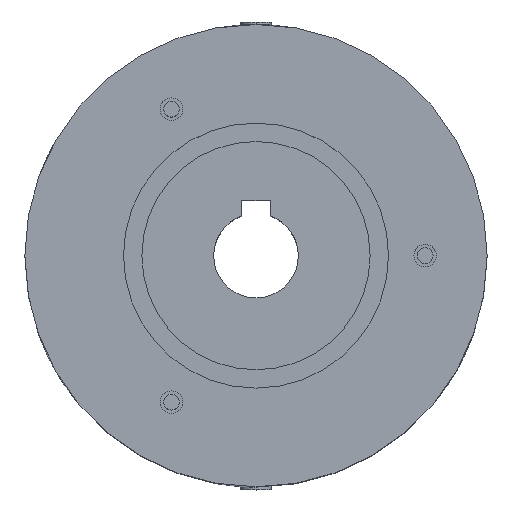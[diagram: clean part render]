
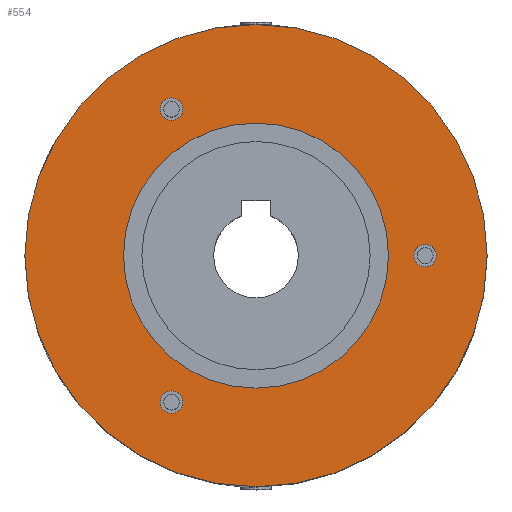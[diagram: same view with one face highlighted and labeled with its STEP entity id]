
A CAD part, top view. The second image highlights one B-rep face of the part: STEP entity #554.
In plain terms, the highlighted planar face has unit normal (0, 0, 1).
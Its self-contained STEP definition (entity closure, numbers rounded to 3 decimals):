
#119 = EDGE_CURVE ( 'NONE', #772, #771, #1448, .T. ) ;
#538 = ORIENTED_EDGE ( 'NONE', *, *, #539, .F. ) ;
#539 = EDGE_CURVE ( 'NONE', #945, #948, #2579, .T. ) ;
#547 = ORIENTED_EDGE ( 'NONE', *, *, #1004, .F. ) ;
#548 = EDGE_LOOP ( 'NONE', ( #549, #667 ) ) ;
#549 = ORIENTED_EDGE ( 'NONE', *, *, #586, .F. ) ;
#554 = ADVANCED_FACE ( 'NONE', ( #2615, #2619, #2618, #2606, #2605 ), #2604, .F. ) ;
#581 = ORIENTED_EDGE ( 'NONE', *, *, #951, .F. ) ;
#582 = EDGE_LOOP ( 'NONE', ( #583, #547 ) ) ;
#583 = ORIENTED_EDGE ( 'NONE', *, *, #584, .F. ) ;
#584 = EDGE_CURVE ( 'NONE', #1002, #876, #2533, .T. ) ;
#586 = EDGE_CURVE ( 'NONE', #1032, #979, #2478, .T. ) ;
#657 = ORIENTED_EDGE ( 'NONE', *, *, #119, .F. ) ;
#658 = ORIENTED_EDGE ( 'NONE', *, *, #798, .F. ) ;
#659 = EDGE_LOOP ( 'NONE', ( #666, #668 ) ) ;
#663 = EDGE_CURVE ( 'NONE', #978, #1000, #2778, .T. ) ;
#666 = ORIENTED_EDGE ( 'NONE', *, *, #999, .T. ) ;
#667 = ORIENTED_EDGE ( 'NONE', *, *, #974, .F. ) ;
#668 = ORIENTED_EDGE ( 'NONE', *, *, #663, .T. ) ;
#670 = EDGE_LOOP ( 'NONE', ( #658, #657 ) ) ;
#691 = EDGE_LOOP ( 'NONE', ( #538, #581 ) ) ;
#771 = VERTEX_POINT ( 'NONE', #2990 ) ;
#772 = VERTEX_POINT ( 'NONE', #2989 ) ;
#798 = EDGE_CURVE ( 'NONE', #771, #772, #3044, .T. ) ;
#876 = VERTEX_POINT ( 'NONE', #3074 ) ;
#945 = VERTEX_POINT ( 'NONE', #3233 ) ;
#948 = VERTEX_POINT ( 'NONE', #3229 ) ;
#951 = EDGE_CURVE ( 'NONE', #948, #945, #3211, .T. ) ;
#974 = EDGE_CURVE ( 'NONE', #979, #1032, #3297, .T. ) ;
#978 = VERTEX_POINT ( 'NONE', #3284 ) ;
#979 = VERTEX_POINT ( 'NONE', #3311 ) ;
#999 = EDGE_CURVE ( 'NONE', #1000, #978, #3397, .T. ) ;
#1000 = VERTEX_POINT ( 'NONE', #3352 ) ;
#1002 = VERTEX_POINT ( 'NONE', #3358 ) ;
#1004 = EDGE_CURVE ( 'NONE', #876, #1002, #3370, .T. ) ;
#1032 = VERTEX_POINT ( 'NONE', #3367 ) ;
#1444 = DIRECTION ( 'NONE',  ( -1., 0., 0. ) ) ;
#1445 = DIRECTION ( 'NONE',  ( 0., 0., -1. ) ) ;
#1446 = CARTESIAN_POINT ( 'NONE',  ( 0., 0., 34.6 ) ) ;
#1447 = AXIS2_PLACEMENT_3D ( 'NONE', #1446, #1445, #1444 ) ;
#1448 = CIRCLE ( 'NONE', #1447, 41. ) ;
#2475 = DIRECTION ( 'NONE',  ( 1., 0., 0. ) ) ;
#2476 = DIRECTION ( 'NONE',  ( 0., 0., 1. ) ) ;
#2477 = AXIS2_PLACEMENT_3D ( 'NONE', #2516, #2476, #2475 ) ;
#2478 = CIRCLE ( 'NONE', #2477, 2. ) ;
#2515 = CARTESIAN_POINT ( 'NONE',  ( -15., -25.981, 34.6 ) ) ;
#2516 = CARTESIAN_POINT ( 'NONE',  ( 30., 0., 34.6 ) ) ;
#2530 = DIRECTION ( 'NONE',  ( -0.5, -0.866, 0. ) ) ;
#2531 = DIRECTION ( 'NONE',  ( 0., 0., 1. ) ) ;
#2532 = AXIS2_PLACEMENT_3D ( 'NONE', #2515, #2531, #2530 ) ;
#2533 = CIRCLE ( 'NONE', #2532, 2. ) ;
#2553 = DIRECTION ( 'NONE',  ( -0.5, 0.866, 0. ) ) ;
#2554 = DIRECTION ( 'NONE',  ( 0., 0., 1. ) ) ;
#2577 = CARTESIAN_POINT ( 'NONE',  ( -15., 25.981, 34.6 ) ) ;
#2578 = AXIS2_PLACEMENT_3D ( 'NONE', #2577, #2554, #2553 ) ;
#2579 = CIRCLE ( 'NONE', #2578, 2. ) ;
#2582 = DIRECTION ( 'NONE',  ( 0., 0., -1. ) ) ;
#2583 = CARTESIAN_POINT ( 'NONE',  ( 0., 0., 34.6 ) ) ;
#2601 = DIRECTION ( 'NONE',  ( -1., 0., 0. ) ) ;
#2603 = AXIS2_PLACEMENT_3D ( 'NONE', #2583, #2582, #2601 ) ;
#2604 = PLANE ( 'NONE',  #2603 ) ;
#2605 = FACE_BOUND ( 'NONE', #659, .T. ) ;
#2606 = FACE_OUTER_BOUND ( 'NONE', #670, .T. ) ;
#2615 = FACE_BOUND ( 'NONE', #691, .T. ) ;
#2618 = FACE_BOUND ( 'NONE', #548, .T. ) ;
#2619 = FACE_BOUND ( 'NONE', #582, .T. ) ;
#2776 = CARTESIAN_POINT ( 'NONE',  ( 0., 0., 34.6 ) ) ;
#2777 = AXIS2_PLACEMENT_3D ( 'NONE', #2776, #2800, #2799 ) ;
#2778 = CIRCLE ( 'NONE', #2777, 23.5 ) ;
#2799 = DIRECTION ( 'NONE',  ( -1., 0., 0. ) ) ;
#2800 = DIRECTION ( 'NONE',  ( 0., 0., -1. ) ) ;
#2989 = CARTESIAN_POINT ( 'NONE',  ( 41., 0., 34.6 ) ) ;
#2990 = CARTESIAN_POINT ( 'NONE',  ( -41., 0., 34.6 ) ) ;
#3023 = CARTESIAN_POINT ( 'NONE',  ( 0., 0., 34.6 ) ) ;
#3041 = DIRECTION ( 'NONE',  ( -1., 0., 0. ) ) ;
#3042 = DIRECTION ( 'NONE',  ( 0., 0., -1. ) ) ;
#3043 = AXIS2_PLACEMENT_3D ( 'NONE', #3023, #3042, #3041 ) ;
#3044 = CIRCLE ( 'NONE', #3043, 41. ) ;
#3074 = CARTESIAN_POINT ( 'NONE',  ( -17., -25.981, 34.6 ) ) ;
#3207 = DIRECTION ( 'NONE',  ( -0.5, 0.866, 0. ) ) ;
#3208 = DIRECTION ( 'NONE',  ( 0., 0., 1. ) ) ;
#3209 = CARTESIAN_POINT ( 'NONE',  ( -15., 25.981, 34.6 ) ) ;
#3210 = AXIS2_PLACEMENT_3D ( 'NONE', #3209, #3208, #3207 ) ;
#3211 = CIRCLE ( 'NONE', #3210, 2. ) ;
#3229 = CARTESIAN_POINT ( 'NONE',  ( -17., 25.981, 34.6 ) ) ;
#3233 = CARTESIAN_POINT ( 'NONE',  ( -13., 25.981, 34.6 ) ) ;
#3283 = DIRECTION ( 'NONE',  ( 1., 0., 0. ) ) ;
#3284 = CARTESIAN_POINT ( 'NONE',  ( -23.5, 0., 34.6 ) ) ;
#3289 = DIRECTION ( 'NONE',  ( 0., 0., 1. ) ) ;
#3290 = AXIS2_PLACEMENT_3D ( 'NONE', #3332, #3289, #3283 ) ;
#3297 = CIRCLE ( 'NONE', #3290, 2. ) ;
#3311 = CARTESIAN_POINT ( 'NONE',  ( 28., 0., 34.6 ) ) ;
#3332 = CARTESIAN_POINT ( 'NONE',  ( 30., 0., 34.6 ) ) ;
#3335 = DIRECTION ( 'NONE',  ( -1., 0., 0. ) ) ;
#3352 = CARTESIAN_POINT ( 'NONE',  ( 23.5, 0., 34.6 ) ) ;
#3358 = CARTESIAN_POINT ( 'NONE',  ( -13., -25.981, 34.6 ) ) ;
#3367 = CARTESIAN_POINT ( 'NONE',  ( 32., 0., 34.6 ) ) ;
#3369 = AXIS2_PLACEMENT_3D ( 'NONE', #3396, #3372, #3371 ) ;
#3370 = CIRCLE ( 'NONE', #3369, 2. ) ;
#3371 = DIRECTION ( 'NONE',  ( -0.5, -0.866, 0. ) ) ;
#3372 = DIRECTION ( 'NONE',  ( 0., 0., 1. ) ) ;
#3386 = CARTESIAN_POINT ( 'NONE',  ( 0., 0., 34.6 ) ) ;
#3396 = CARTESIAN_POINT ( 'NONE',  ( -15., -25.981, 34.6 ) ) ;
#3397 = CIRCLE ( 'NONE', #3408, 23.5 ) ;
#3408 = AXIS2_PLACEMENT_3D ( 'NONE', #3386, #3416, #3335 ) ;
#3416 = DIRECTION ( 'NONE',  ( 0., 0., -1. ) ) ;
